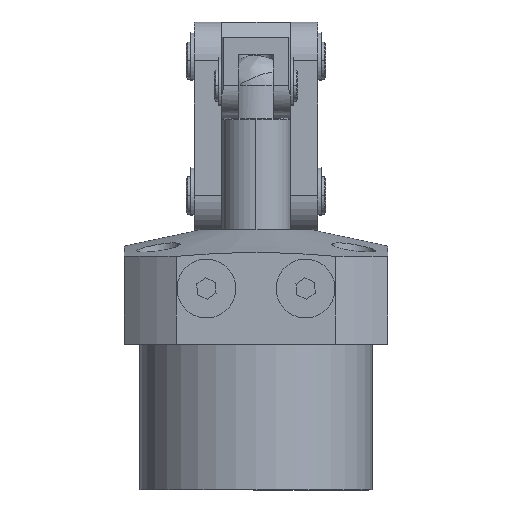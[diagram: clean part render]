
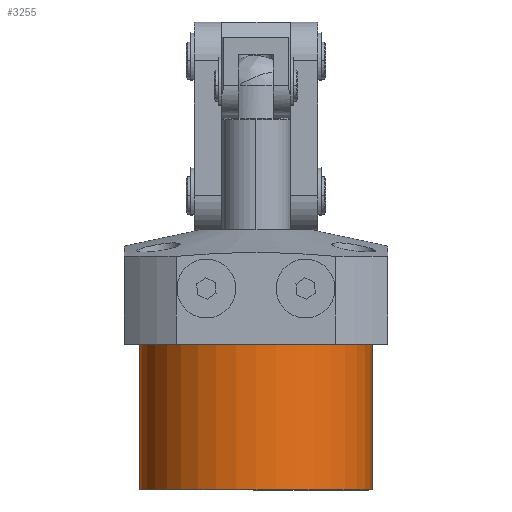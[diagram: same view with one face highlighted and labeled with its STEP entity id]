
A CAD part, left-side view. The second image highlights one B-rep face of the part: STEP entity #3255.
In plain terms, the highlighted cylindrical face has radius 37.5 mm (diameter 75 mm), a partial arc.
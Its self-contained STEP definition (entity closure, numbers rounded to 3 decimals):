
#276 = CARTESIAN_POINT ( 'NONE',  ( 0., 47., -37.5 ) ) ;
#323 = CARTESIAN_POINT ( 'NONE',  ( 0., -1000., 37.5 ) ) ;
#406 = CIRCLE ( 'NONE', #4435, 37.5 ) ;
#596 = EDGE_CURVE ( 'NONE', #1155, #2037, #7585, .T. ) ;
#633 = DIRECTION ( 'NONE',  ( 0., 0., -1. ) ) ;
#921 = VERTEX_POINT ( 'NONE', #276 ) ;
#975 = FACE_OUTER_BOUND ( 'NONE', #3837, .T. ) ;
#1100 = ORIENTED_EDGE ( 'NONE', *, *, #1690, .T. ) ;
#1155 = VERTEX_POINT ( 'NONE', #2516 ) ;
#1210 = CARTESIAN_POINT ( 'NONE',  ( 0., -1000., 0. ) ) ;
#1574 = LINE ( 'NONE', #3512, #6243 ) ;
#1690 = EDGE_CURVE ( 'NONE', #3633, #2037, #406, .T. ) ;
#2037 = VERTEX_POINT ( 'NONE', #2176 ) ;
#2147 = ORIENTED_EDGE ( 'NONE', *, *, #4662, .T. ) ;
#2176 = CARTESIAN_POINT ( 'NONE',  ( 0., 0., 37.5 ) ) ;
#2186 = CARTESIAN_POINT ( 'NONE',  ( 0., 0., -37.5 ) ) ;
#2219 = CYLINDRICAL_SURFACE ( 'NONE', #5535, 37.5 ) ;
#2516 = CARTESIAN_POINT ( 'NONE',  ( 0., 47., 37.5 ) ) ;
#2928 = ORIENTED_EDGE ( 'NONE', *, *, #7068, .T. ) ;
#3255 = ADVANCED_FACE ( 'NONE', ( #975 ), #2219, .T. ) ;
#3319 = DIRECTION ( 'NONE',  ( 0., -1., 0. ) ) ;
#3329 = DIRECTION ( 'NONE',  ( 0., -1., 0. ) ) ;
#3439 = DIRECTION ( 'NONE',  ( 0., 1., 0. ) ) ;
#3512 = CARTESIAN_POINT ( 'NONE',  ( 0., -1000., -37.5 ) ) ;
#3633 = VERTEX_POINT ( 'NONE', #2186 ) ;
#3837 = EDGE_LOOP ( 'NONE', ( #5734, #2147, #2928, #1100 ) ) ;
#4199 = CIRCLE ( 'NONE', #4788, 37.5 ) ;
#4435 = AXIS2_PLACEMENT_3D ( 'NONE', #7110, #3439, #7731 ) ;
#4662 = EDGE_CURVE ( 'NONE', #1155, #921, #4199, .T. ) ;
#4788 = AXIS2_PLACEMENT_3D ( 'NONE', #6989, #3319, #7615 ) ;
#5217 = VECTOR ( 'NONE', #3329, 1000. ) ;
#5535 = AXIS2_PLACEMENT_3D ( 'NONE', #1210, #7350, #633 ) ;
#5734 = ORIENTED_EDGE ( 'NONE', *, *, #596, .F. ) ;
#6243 = VECTOR ( 'NONE', #6555, 1000. ) ;
#6555 = DIRECTION ( 'NONE',  ( 0., -1., 0. ) ) ;
#6989 = CARTESIAN_POINT ( 'NONE',  ( 0., 47., 0. ) ) ;
#7068 = EDGE_CURVE ( 'NONE', #921, #3633, #1574, .T. ) ;
#7110 = CARTESIAN_POINT ( 'NONE',  ( 0., 0., 0. ) ) ;
#7350 = DIRECTION ( 'NONE',  ( 0., -1., 0. ) ) ;
#7585 = LINE ( 'NONE', #323, #5217 ) ;
#7615 = DIRECTION ( 'NONE',  ( 0., 0., -1. ) ) ;
#7731 = DIRECTION ( 'NONE',  ( 0., 0., -1. ) ) ;
